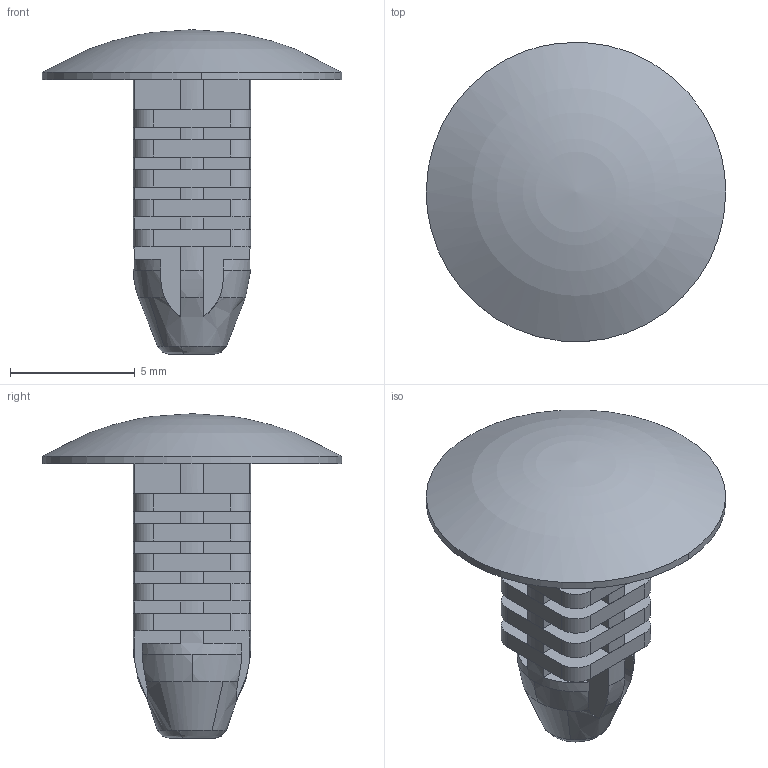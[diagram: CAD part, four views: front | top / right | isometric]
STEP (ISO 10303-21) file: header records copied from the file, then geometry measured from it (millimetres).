
FILE_DESCRIPTION((''),'2;1');
FILE_NAME('','2006-10-06T18:13:38',(''),(''),'','CADfix','');
FILE_SCHEMA(('AUTOMOTIVE_DESIGN'));
Length unit declared in the file: millimetre
Products named in the file (1): fastener
Bounding box: 12 x 11.98 x 13 mm (x, y, z)
Volume: 222 mm3; surface area: 613.4 mm2
Topology: 1 solids, 1 shells, 181 faces, 503 edges, 326 vertices
Faces by surface type: bspline 181
Entity records: 5520 total; most frequent: CARTESIAN_POINT 2667, ORIENTED_EDGE 1006, EDGE_CURVE 503, VERTEX_POINT 326, QUASI_UNIFORM_CURVE 314, EDGE_LOOP 183, FACE_OUTER_BOUND 181, ADVANCED_FACE 181
